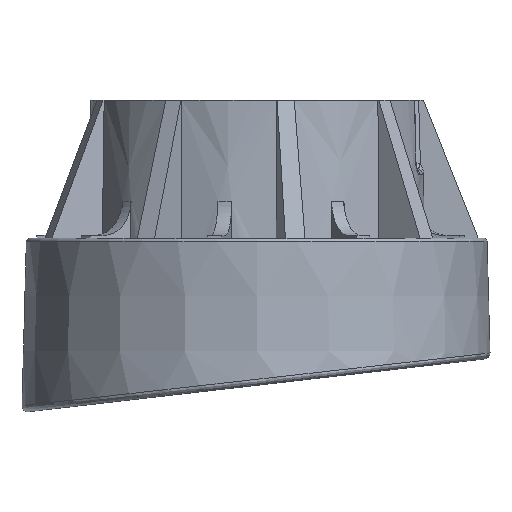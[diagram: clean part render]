
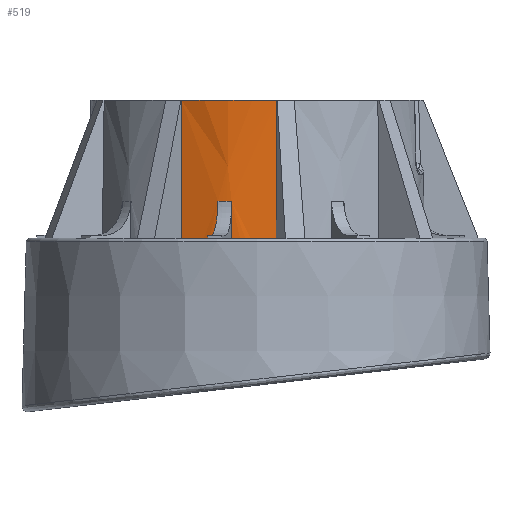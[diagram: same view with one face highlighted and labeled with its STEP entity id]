
A CAD part, left-side view. The second image highlights one B-rep face of the part: STEP entity #519.
In plain terms, the highlighted conical face has half-angle 1 degrees and reference radius 28.5 mm.
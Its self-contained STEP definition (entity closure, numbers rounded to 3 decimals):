
#301 = EDGE_CURVE('',#302,#304,#306,.T.);
#302 = VERTEX_POINT('',#303);
#303 = CARTESIAN_POINT('',(-28.373,4.472,
    -16.839));
#304 = VERTEX_POINT('',#305);
#305 = CARTESIAN_POINT('',(-27.916,6.825,-16.839
    ));
#306 = CIRCLE('',#307,28.803);
#307 = AXIS2_PLACEMENT_3D('',#308,#309,#310);
#308 = CARTESIAN_POINT('',(0.104,0.158,-16.839)
  );
#309 = DIRECTION('',(0.,0.,-1.));
#310 = DIRECTION('',(-1.,0.,0.));
#406 = EDGE_CURVE('',#407,#304,#409,.T.);
#407 = VERTEX_POINT('',#408);
#408 = CARTESIAN_POINT('',(-28.155,7.013,
    -32.7));
#409 = B_SPLINE_CURVE_WITH_KNOTS('',3,(#410,#411,#412,#413),
  .UNSPECIFIED.,.F.,.F.,(4,4),(0.06,0.076),
  .PIECEWISE_BEZIER_KNOTS.);
#410 = CARTESIAN_POINT('',(-28.155,7.013,
    -32.7));
#411 = CARTESIAN_POINT('',(-28.076,6.95,
    -27.413));
#412 = CARTESIAN_POINT('',(-27.996,6.888,-22.126
    ));
#413 = CARTESIAN_POINT('',(-27.916,6.825,-16.839
    ));
#472 = EDGE_CURVE('',#473,#475,#477,.T.);
#473 = VERTEX_POINT('',#474);
#474 = CARTESIAN_POINT('',(-25.293,13.089,0.5));
#475 = VERTEX_POINT('',#476);
#476 = CARTESIAN_POINT('',(-25.94,13.12,
    -33.406));
#477 = B_SPLINE_CURVE_WITH_KNOTS('',3,(#478,#479,#480,#481,#482,#483,
    #484),.UNSPECIFIED.,.F.,.F.,(4,3,4),(0.04,
    0.057,0.074),.UNSPECIFIED.);
#478 = CARTESIAN_POINT('',(-25.293,13.089,0.5));
#479 = CARTESIAN_POINT('',(-25.401,13.094,
    -5.156));
#480 = CARTESIAN_POINT('',(-25.509,13.1,
    -10.812));
#481 = CARTESIAN_POINT('',(-25.617,13.105,-16.467)
  );
#482 = CARTESIAN_POINT('',(-25.725,13.11,
    -22.114));
#483 = CARTESIAN_POINT('',(-25.832,13.115,
    -27.76));
#484 = CARTESIAN_POINT('',(-25.94,13.12,
    -33.406));
#519 = ADVANCED_FACE('',(#520),#572,.T.);
#520 = FACE_BOUND('',#521,.T.);
#521 = EDGE_LOOP('',(#522,#531,#532,#539,#540,#541,#553,#562));
#522 = ORIENTED_EDGE('',*,*,#523,.F.);
#523 = EDGE_CURVE('',#473,#524,#526,.T.);
#524 = VERTEX_POINT('',#525);
#525 = CARTESIAN_POINT('',(-28.184,-3.307,0.5));
#526 = CIRCLE('',#527,28.5);
#527 = AXIS2_PLACEMENT_3D('',#528,#529,#530);
#528 = CARTESIAN_POINT('',(0.104,0.158,0.5));
#529 = DIRECTION('',(0.,0.,1.));
#530 = DIRECTION('',(1.,0.,-0.));
#531 = ORIENTED_EDGE('',*,*,#472,.T.);
#532 = ORIENTED_EDGE('',*,*,#533,.T.);
#533 = EDGE_CURVE('',#475,#407,#534,.T.);
#534 = ELLIPSE('',#535,29.26,29.066);
#535 = AXIS2_PLACEMENT_3D('',#536,#537,#538);
#536 = CARTESIAN_POINT('',(0.104,0.216,-31.913
    ));
#537 = DIRECTION('',(0.,0.115,0.993));
#538 = DIRECTION('',(0.,0.993,-0.115));
#539 = ORIENTED_EDGE('',*,*,#406,.T.);
#540 = ORIENTED_EDGE('',*,*,#301,.F.);
#541 = ORIENTED_EDGE('',*,*,#542,.T.);
#542 = EDGE_CURVE('',#302,#543,#545,.T.);
#543 = VERTEX_POINT('',#544);
#544 = CARTESIAN_POINT('',(-28.66,4.39,
    -32.396));
#545 = B_SPLINE_CURVE_WITH_KNOTS('',3,(#546,#547,#548,#549,#550,#551,
    #552),.UNSPECIFIED.,.F.,.F.,(4,3,4),(0.052,
    0.058,0.068),.UNSPECIFIED.);
#546 = CARTESIAN_POINT('',(-28.373,4.472,
    -16.839));
#547 = CARTESIAN_POINT('',(-28.409,4.462,-18.804
    ));
#548 = CARTESIAN_POINT('',(-28.446,4.451,-20.769
    ));
#549 = CARTESIAN_POINT('',(-28.482,4.441,-22.734)
  );
#550 = CARTESIAN_POINT('',(-28.541,4.424,
    -25.955));
#551 = CARTESIAN_POINT('',(-28.601,4.407,-29.175
    ));
#552 = CARTESIAN_POINT('',(-28.66,4.39,
    -32.396));
#553 = ORIENTED_EDGE('',*,*,#554,.T.);
#554 = EDGE_CURVE('',#543,#555,#557,.T.);
#555 = VERTEX_POINT('',#556);
#556 = CARTESIAN_POINT('',(-28.768,-3.127,
    -31.527));
#557 = ELLIPSE('',#558,29.26,29.066);
#558 = AXIS2_PLACEMENT_3D('',#559,#560,#561);
#559 = CARTESIAN_POINT('',(0.104,0.216,-31.913
    ));
#560 = DIRECTION('',(0.,0.115,0.993));
#561 = DIRECTION('',(0.,0.993,-0.115));
#562 = ORIENTED_EDGE('',*,*,#563,.T.);
#563 = EDGE_CURVE('',#555,#524,#564,.T.);
#564 = B_SPLINE_CURVE_WITH_KNOTS('',3,(#565,#566,#567,#568,#569,#570,
    #571),.UNSPECIFIED.,.F.,.F.,(4,3,4),(0.041,
    0.057,0.073),.UNSPECIFIED.);
#565 = CARTESIAN_POINT('',(-28.768,-3.127,
    -31.527));
#566 = CARTESIAN_POINT('',(-28.671,-3.157,
    -26.183));
#567 = CARTESIAN_POINT('',(-28.574,-3.187,
    -20.84));
#568 = CARTESIAN_POINT('',(-28.476,-3.217,
    -15.496));
#569 = CARTESIAN_POINT('',(-28.379,-3.247,
    -10.164));
#570 = CARTESIAN_POINT('',(-28.282,-3.277,-4.832
    ));
#571 = CARTESIAN_POINT('',(-28.184,-3.307,0.5));
#572 = CONICAL_SURFACE('',#573,28.5,0.017);
#573 = AXIS2_PLACEMENT_3D('',#574,#575,#576);
#574 = CARTESIAN_POINT('',(0.104,0.158,0.5));
#575 = DIRECTION('',(0.,-0.,-1.));
#576 = DIRECTION('',(1.,0.,0.));
